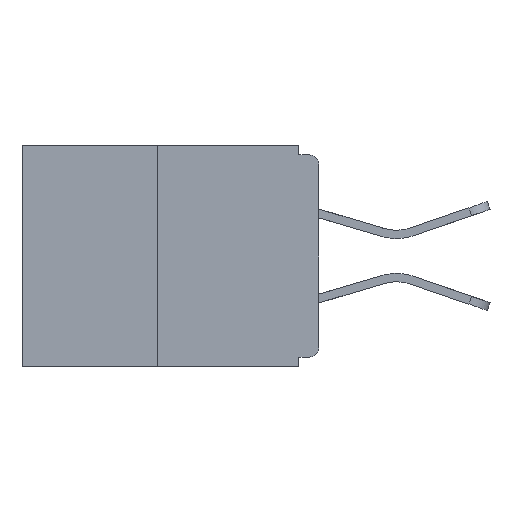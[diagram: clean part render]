
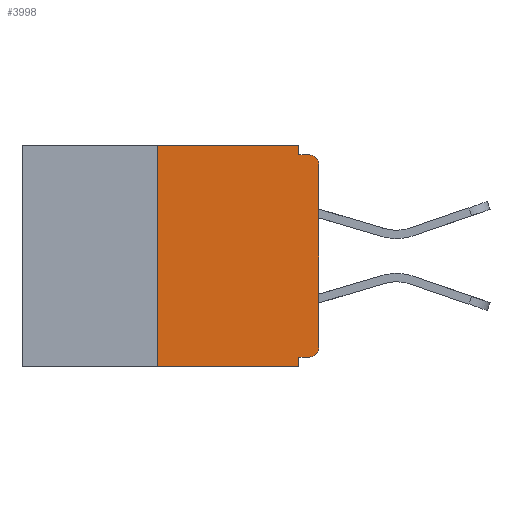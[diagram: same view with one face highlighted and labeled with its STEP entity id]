
A CAD part, left-side view. The second image highlights one B-rep face of the part: STEP entity #3998.
In plain terms, the highlighted planar face has unit normal (-1, 0, 0).
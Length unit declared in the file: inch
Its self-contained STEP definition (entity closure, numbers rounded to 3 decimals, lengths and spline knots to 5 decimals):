
#165 = EDGE_CURVE ( 'NONE', #10290, #13216, #346, .T. ) ;
#221 = VERTEX_POINT ( 'NONE', #11637 ) ;
#346 = LINE ( 'NONE', #8933, #13109 ) ;
#1190 = CARTESIAN_POINT ( 'NONE',  ( 0., 0., 0. ) ) ;
#1282 = FACE_OUTER_BOUND ( 'NONE', #5520, .T. ) ;
#1477 = CARTESIAN_POINT ( 'NONE',  ( 0., 0.015, -0.328 ) ) ;
#1601 = CARTESIAN_POINT ( 'NONE',  ( 0., 0.46, -0.343 ) ) ;
#1829 = VECTOR ( 'NONE', #4993, 39.37008 ) ;
#2235 = CARTESIAN_POINT ( 'NONE',  ( 0., 0., -0.328 ) ) ;
#2406 = DIRECTION ( 'NONE',  ( -1., 0., 0. ) ) ;
#2794 = DIRECTION ( 'NONE',  ( 0., -1., 0. ) ) ;
#2886 = LINE ( 'NONE', #7219, #1829 ) ;
#3071 = EDGE_CURVE ( 'NONE', #7837, #10290, #6648, .T. ) ;
#3186 = DIRECTION ( 'NONE',  ( 0., -1., 0. ) ) ;
#3375 = EDGE_CURVE ( 'NONE', #8323, #10136, #11968, .T. ) ;
#3590 = PLANE ( 'NONE',  #7585 ) ;
#3702 = CARTESIAN_POINT ( 'NONE',  ( 0., 0.25, 0. ) ) ;
#3733 = CARTESIAN_POINT ( 'NONE',  ( 0., 0.46, 0. ) ) ;
#3975 = CARTESIAN_POINT ( 'NONE',  ( 0., 0.031, 0. ) ) ;
#3998 = ADVANCED_FACE ( 'NONE', ( #1282 ), #3590, .F. ) ;
#4582 = DIRECTION ( 'NONE',  ( 1., 0., 0. ) ) ;
#4860 = CARTESIAN_POINT ( 'NONE',  ( 0., 0.031, -0.343 ) ) ;
#4993 = DIRECTION ( 'NONE',  ( 0., -1., 0. ) ) ;
#5520 = EDGE_LOOP ( 'NONE', ( #6737, #11663, #8814, #7455, #11910, #12649, #8414, #6958, #10205, #9744 ) ) ;
#5645 = CARTESIAN_POINT ( 'NONE',  ( 0., 0.25, -0.343 ) ) ;
#5731 = DIRECTION ( 'NONE',  ( 0., 0., -1. ) ) ;
#6006 = VERTEX_POINT ( 'NONE', #3702 ) ;
#6126 = EDGE_CURVE ( 'NONE', #10947, #6006, #12519, .T. ) ;
#6173 = CARTESIAN_POINT ( 'NONE',  ( 0., 0.031, 0. ) ) ;
#6221 = EDGE_CURVE ( 'NONE', #7837, #12873, #12369, .T. ) ;
#6314 = CARTESIAN_POINT ( 'NONE',  ( 0., 0.031, -0.328 ) ) ;
#6410 = CARTESIAN_POINT ( 'NONE',  ( 0., 0.015, -0.313 ) ) ;
#6648 = LINE ( 'NONE', #2235, #10309 ) ;
#6737 = ORIENTED_EDGE ( 'NONE', *, *, #11525, .F. ) ;
#6958 = ORIENTED_EDGE ( 'NONE', *, *, #10013, .T. ) ;
#7218 = LINE ( 'NONE', #6173, #11529 ) ;
#7219 = CARTESIAN_POINT ( 'NONE',  ( 0., 0.46, 0. ) ) ;
#7342 = DIRECTION ( 'NONE',  ( 0., 0., 1. ) ) ;
#7455 = ORIENTED_EDGE ( 'NONE', *, *, #165, .F. ) ;
#7585 = AXIS2_PLACEMENT_3D ( 'NONE', #3733, #4582, #7947 ) ;
#7837 = VERTEX_POINT ( 'NONE', #1477 ) ;
#7947 = DIRECTION ( 'NONE',  ( 0., 0., -1. ) ) ;
#8045 = LINE ( 'NONE', #1601, #8374 ) ;
#8095 = EDGE_CURVE ( 'NONE', #12873, #221, #12825, .T. ) ;
#8323 = VERTEX_POINT ( 'NONE', #10079 ) ;
#8374 = VECTOR ( 'NONE', #2794, 39.37008 ) ;
#8394 = EDGE_CURVE ( 'NONE', #10947, #13216, #8045, .T. ) ;
#8414 = ORIENTED_EDGE ( 'NONE', *, *, #8095, .T. ) ;
#8730 = CARTESIAN_POINT ( 'NONE',  ( 0., 0., -0.015 ) ) ;
#8814 = ORIENTED_EDGE ( 'NONE', *, *, #8394, .T. ) ;
#8933 = CARTESIAN_POINT ( 'NONE',  ( 0., 0.031, -0.343 ) ) ;
#9301 = CARTESIAN_POINT ( 'NONE',  ( 0., 0.25, 0. ) ) ;
#9566 = DIRECTION ( 'NONE',  ( -1., 0., 0. ) ) ;
#9744 = ORIENTED_EDGE ( 'NONE', *, *, #10591, .F. ) ;
#10013 = EDGE_CURVE ( 'NONE', #221, #10136, #12437, .T. ) ;
#10079 = CARTESIAN_POINT ( 'NONE',  ( 0., 0.031, -0.015 ) ) ;
#10136 = VERTEX_POINT ( 'NONE', #13490 ) ;
#10205 = ORIENTED_EDGE ( 'NONE', *, *, #3375, .F. ) ;
#10290 = VERTEX_POINT ( 'NONE', #6314 ) ;
#10309 = VECTOR ( 'NONE', #10647, 39.37008 ) ;
#10467 = CARTESIAN_POINT ( 'NONE',  ( 0., 0., -0.313 ) ) ;
#10591 = EDGE_CURVE ( 'NONE', #10706, #8323, #7218, .T. ) ;
#10647 = DIRECTION ( 'NONE',  ( 0., 1., 0. ) ) ;
#10691 = DIRECTION ( 'NONE',  ( 0., 0., -1. ) ) ;
#10706 = VERTEX_POINT ( 'NONE', #3975 ) ;
#10808 = VECTOR ( 'NONE', #11483, 39.37008 ) ;
#10947 = VERTEX_POINT ( 'NONE', #5645 ) ;
#10994 = VECTOR ( 'NONE', #3186, 39.37008 ) ;
#11105 = DIRECTION ( 'NONE',  ( 0., 0., -1. ) ) ;
#11483 = DIRECTION ( 'NONE',  ( 0., 0., 1. ) ) ;
#11525 = EDGE_CURVE ( 'NONE', #6006, #10706, #2886, .T. ) ;
#11529 = VECTOR ( 'NONE', #13686, 39.37008 ) ;
#11637 = CARTESIAN_POINT ( 'NONE',  ( 0., 0., -0.03 ) ) ;
#11663 = ORIENTED_EDGE ( 'NONE', *, *, #6126, .F. ) ;
#11910 = ORIENTED_EDGE ( 'NONE', *, *, #3071, .F. ) ;
#11968 = LINE ( 'NONE', #8730, #10994 ) ;
#12020 = CARTESIAN_POINT ( 'NONE',  ( 0., 0.015, -0.03 ) ) ;
#12369 = CIRCLE ( 'NONE', #12829, 0.015 ) ;
#12437 = CIRCLE ( 'NONE', #13343, 0.015 ) ;
#12519 = LINE ( 'NONE', #9301, #10808 ) ;
#12649 = ORIENTED_EDGE ( 'NONE', *, *, #6221, .T. ) ;
#12825 = LINE ( 'NONE', #1190, #12846 ) ;
#12829 = AXIS2_PLACEMENT_3D ( 'NONE', #6410, #9566, #10691 ) ;
#12846 = VECTOR ( 'NONE', #7342, 39.37008 ) ;
#12873 = VERTEX_POINT ( 'NONE', #10467 ) ;
#13109 = VECTOR ( 'NONE', #5731, 39.37008 ) ;
#13216 = VERTEX_POINT ( 'NONE', #4860 ) ;
#13343 = AXIS2_PLACEMENT_3D ( 'NONE', #12020, #2406, #11105 ) ;
#13490 = CARTESIAN_POINT ( 'NONE',  ( 0., 0.015, -0.015 ) ) ;
#13686 = DIRECTION ( 'NONE',  ( 0., 0., -1. ) ) ;
